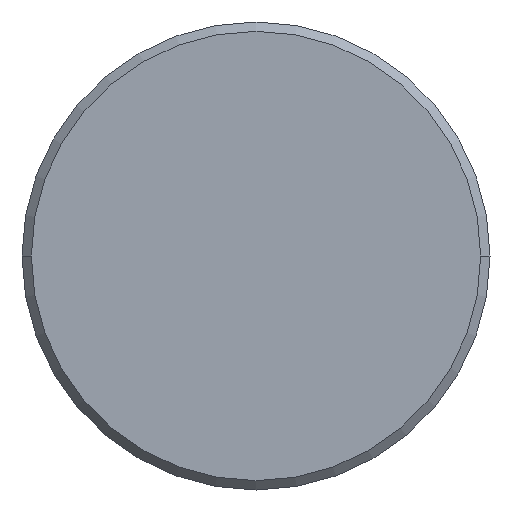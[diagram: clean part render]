
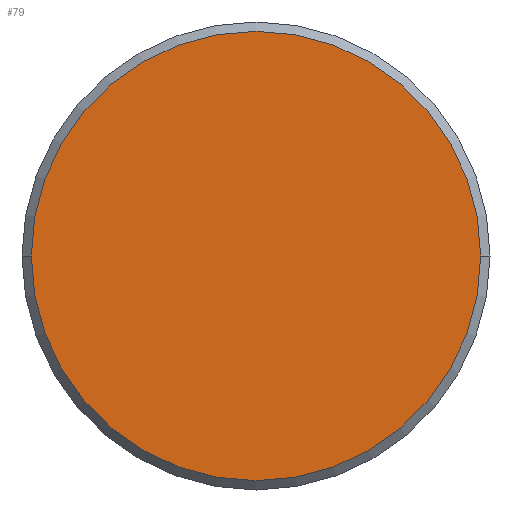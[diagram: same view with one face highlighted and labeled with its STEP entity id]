
A CAD part, left-side view. The second image highlights one B-rep face of the part: STEP entity #79.
In plain terms, the highlighted planar face has unit normal (-1, 0, 0).
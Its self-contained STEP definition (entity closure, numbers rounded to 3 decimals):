
#79 = ADVANCED_FACE( '', ( #95 ), #96, .T. );
#95 = FACE_OUTER_BOUND( '', #118, .T. );
#96 = PLANE( '', #119 );
#118 = EDGE_LOOP( '', ( #161, #162 ) );
#119 = AXIS2_PLACEMENT_3D( '', #163, #164, #165 );
#161 = ORIENTED_EDGE( '', *, *, #218, .F. );
#162 = ORIENTED_EDGE( '', *, *, #220, .F. );
#163 = CARTESIAN_POINT( '', ( -16., -12., 0. ) );
#164 = DIRECTION( '', ( -1., 0., 0. ) );
#165 = DIRECTION( '', ( 0., 1., 0. ) );
#218 = EDGE_CURVE( '', #247, #249, #250, .T. );
#220 = EDGE_CURVE( '', #249, #247, #252, .T. );
#247 = VERTEX_POINT( '', #285 );
#249 = VERTEX_POINT( '', #288 );
#250 = CIRCLE( '', #289, 24. );
#252 = CIRCLE( '', #292, 24. );
#285 = CARTESIAN_POINT( '', ( -16., -24., 0. ) );
#288 = CARTESIAN_POINT( '', ( -16., 24., 0. ) );
#289 = AXIS2_PLACEMENT_3D( '', #320, #321, #322 );
#292 = AXIS2_PLACEMENT_3D( '', #324, #325, #326 );
#320 = CARTESIAN_POINT( '', ( -16., 0., 0. ) );
#321 = DIRECTION( '', ( 1., 0., 0. ) );
#322 = DIRECTION( '', ( 0., -1., 0. ) );
#324 = CARTESIAN_POINT( '', ( -16., 0., 0. ) );
#325 = DIRECTION( '', ( 1., 0., 0. ) );
#326 = DIRECTION( '', ( 0., -1., 0. ) );
